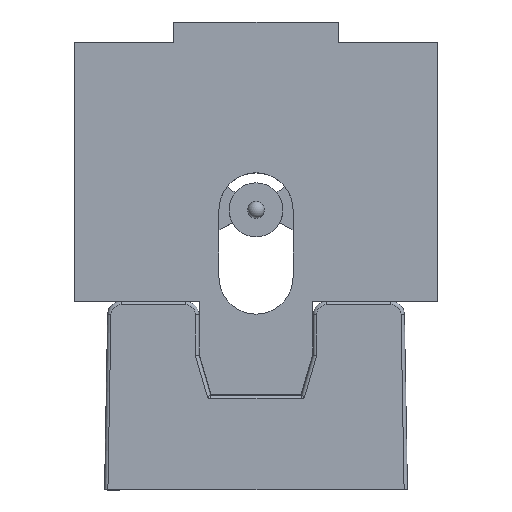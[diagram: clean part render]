
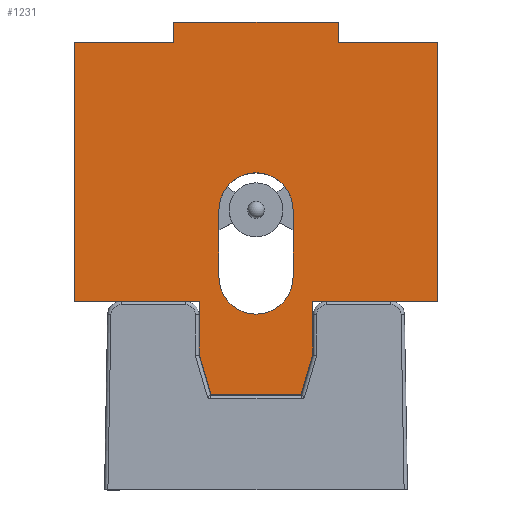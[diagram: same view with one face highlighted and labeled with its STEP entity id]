
A CAD part, top view. The second image highlights one B-rep face of the part: STEP entity #1231.
In plain terms, the highlighted planar face has unit normal (0, 0, 1).
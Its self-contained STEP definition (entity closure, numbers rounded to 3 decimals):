
#22 = CARTESIAN_POINT ( 'NONE',  ( 8.4, 28., 7.5 ) ) ;
#40 = CARTESIAN_POINT ( 'NONE',  ( 27., 66.5, 7.5 ) ) ;
#69 = CARTESIAN_POINT ( 'NONE',  ( -5.5, 41.6, 7.5 ) ) ;
#76 = CARTESIAN_POINT ( 'NONE',  ( 0., 31.6, 7.5 ) ) ;
#91 = DIRECTION ( 'NONE',  ( 0., -1., 0. ) ) ;
#100 = VERTEX_POINT ( 'NONE', #1147 ) ;
#156 = DIRECTION ( 'NONE',  ( 1., 0., 0. ) ) ;
#159 = VERTEX_POINT ( 'NONE', #1693 ) ;
#163 = DIRECTION ( 'NONE',  ( 0., -1., 0. ) ) ;
#167 = DIRECTION ( 'NONE',  ( 1., 0., 0. ) ) ;
#196 = CARTESIAN_POINT ( 'NONE',  ( -8.4, 20.014, 7.5 ) ) ;
#218 = VECTOR ( 'NONE', #3026, 1000. ) ;
#224 = LINE ( 'NONE', #397, #2648 ) ;
#233 = LINE ( 'NONE', #22, #2042 ) ;
#255 = LINE ( 'NONE', #267, #2161 ) ;
#267 = CARTESIAN_POINT ( 'NONE',  ( -27., 66.5, 7.5 ) ) ;
#300 = DIRECTION ( 'NONE',  ( 0., 1., 0. ) ) ;
#332 = DIRECTION ( 'NONE',  ( 1., 0., 0. ) ) ;
#342 = VERTEX_POINT ( 'NONE', #3068 ) ;
#397 = CARTESIAN_POINT ( 'NONE',  ( -6.675, 14.1, 7.5 ) ) ;
#482 = CARTESIAN_POINT ( 'NONE',  ( -27., 28., 7.5 ) ) ;
#532 = VECTOR ( 'NONE', #2282, 1000. ) ;
#572 = LINE ( 'NONE', #69, #1235 ) ;
#587 = ORIENTED_EDGE ( 'NONE', *, *, #2246, .T. ) ;
#600 = LINE ( 'NONE', #2718, #532 ) ;
#610 = ORIENTED_EDGE ( 'NONE', *, *, #2956, .F. ) ;
#642 = ORIENTED_EDGE ( 'NONE', *, *, #944, .T. ) ;
#658 = EDGE_LOOP ( 'NONE', ( #2249, #739, #610, #1049 ) ) ;
#686 = LINE ( 'NONE', #2569, #3027 ) ;
#688 = FACE_OUTER_BOUND ( 'NONE', #2968, .T. ) ;
#702 = CARTESIAN_POINT ( 'NONE',  ( -27., 66.5, 7.5 ) ) ;
#739 = ORIENTED_EDGE ( 'NONE', *, *, #2428, .F. ) ;
#756 = ORIENTED_EDGE ( 'NONE', *, *, #1318, .T. ) ;
#757 = AXIS2_PLACEMENT_3D ( 'NONE', #2998, #1649, #167 ) ;
#769 = VECTOR ( 'NONE', #2731, 1000. ) ;
#830 = CARTESIAN_POINT ( 'NONE',  ( -12.25, 66.5, 7.5 ) ) ;
#848 = CARTESIAN_POINT ( 'NONE',  ( -6.675, 14.1, 7.5 ) ) ;
#849 = DIRECTION ( 'NONE',  ( 0., -1., 0. ) ) ;
#860 = LINE ( 'NONE', #196, #218 ) ;
#865 = LINE ( 'NONE', #2737, #2787 ) ;
#913 = VERTEX_POINT ( 'NONE', #1746 ) ;
#934 = CARTESIAN_POINT ( 'NONE',  ( 12.25, 66.5, 7.5 ) ) ;
#944 = EDGE_CURVE ( 'NONE', #100, #1432, #233, .T. ) ;
#957 = VECTOR ( 'NONE', #1436, 1000. ) ;
#1000 = LINE ( 'NONE', #1585, #2075 ) ;
#1024 = EDGE_CURVE ( 'NONE', #159, #2023, #2498, .T. ) ;
#1049 = ORIENTED_EDGE ( 'NONE', *, *, #1562, .F. ) ;
#1061 = EDGE_CURVE ( 'NONE', #2990, #2993, #1930, .T. ) ;
#1089 = ORIENTED_EDGE ( 'NONE', *, *, #1628, .T. ) ;
#1099 = VERTEX_POINT ( 'NONE', #848 ) ;
#1109 = ORIENTED_EDGE ( 'NONE', *, *, #3076, .T. ) ;
#1144 = CARTESIAN_POINT ( 'NONE',  ( -27., 28., 7.5 ) ) ;
#1147 = CARTESIAN_POINT ( 'NONE',  ( 8.4, 28., 7.5 ) ) ;
#1178 = DIRECTION ( 'NONE',  ( -1., 0., 0. ) ) ;
#1209 = ORIENTED_EDGE ( 'NONE', *, *, #3038, .T. ) ;
#1211 = DIRECTION ( 'NONE',  ( 0.28, 0.96, 0. ) ) ;
#1222 = EDGE_CURVE ( 'NONE', #2550, #2881, #1958, .T. ) ;
#1224 = CARTESIAN_POINT ( 'NONE',  ( -5.5, 41.6, 7.5 ) ) ;
#1231 = ADVANCED_FACE ( 'NONE', ( #688, #1340 ), #2983, .T. ) ;
#1235 = VECTOR ( 'NONE', #1787, 1000. ) ;
#1269 = VECTOR ( 'NONE', #300, 1000. ) ;
#1318 = EDGE_CURVE ( 'NONE', #913, #2990, #1759, .T. ) ;
#1325 = DIRECTION ( 'NONE',  ( -1., 0., 0. ) ) ;
#1333 = LINE ( 'NONE', #40, #1269 ) ;
#1340 = FACE_BOUND ( 'NONE', #658, .T. ) ;
#1347 = ORIENTED_EDGE ( 'NONE', *, *, #2650, .T. ) ;
#1353 = VERTEX_POINT ( 'NONE', #702 ) ;
#1391 = VERTEX_POINT ( 'NONE', #1224 ) ;
#1405 = CARTESIAN_POINT ( 'NONE',  ( -12.25, 69.5, 7.5 ) ) ;
#1418 = CARTESIAN_POINT ( 'NONE',  ( 8.4, 20.014, 7.5 ) ) ;
#1432 = VERTEX_POINT ( 'NONE', #1475 ) ;
#1436 = DIRECTION ( 'NONE',  ( 0., 1., 0. ) ) ;
#1475 = CARTESIAN_POINT ( 'NONE',  ( 27., 28., 7.5 ) ) ;
#1514 = AXIS2_PLACEMENT_3D ( 'NONE', #76, #1797, #332 ) ;
#1530 = CIRCLE ( 'NONE', #757, 5.5 ) ;
#1531 = VECTOR ( 'NONE', #1661, 1000. ) ;
#1548 = EDGE_CURVE ( 'NONE', #1391, #342, #572, .T. ) ;
#1562 = EDGE_CURVE ( 'NONE', #342, #3012, #2975, .T. ) ;
#1580 = VERTEX_POINT ( 'NONE', #2679 ) ;
#1585 = CARTESIAN_POINT ( 'NONE',  ( -27., 66.5, 7.5 ) ) ;
#1628 = EDGE_CURVE ( 'NONE', #1353, #2550, #1000, .T. ) ;
#1632 = DIRECTION ( 'NONE',  ( 0., 0., 1. ) ) ;
#1649 = DIRECTION ( 'NONE',  ( 0., 0., 1. ) ) ;
#1661 = DIRECTION ( 'NONE',  ( 0., 1., 0. ) ) ;
#1693 = CARTESIAN_POINT ( 'NONE',  ( 27., 66.5, 7.5 ) ) ;
#1715 = CARTESIAN_POINT ( 'NONE',  ( 5.5, 41.6, 7.5 ) ) ;
#1734 = VERTEX_POINT ( 'NONE', #2296 ) ;
#1742 = DIRECTION ( 'NONE',  ( -1., 0., 0. ) ) ;
#1746 = CARTESIAN_POINT ( 'NONE',  ( 12.25, 69.5, 7.5 ) ) ;
#1754 = DIRECTION ( 'NONE',  ( 1., 0., 0. ) ) ;
#1759 = LINE ( 'NONE', #2767, #2261 ) ;
#1787 = DIRECTION ( 'NONE',  ( 0., -1., 0. ) ) ;
#1790 = ORIENTED_EDGE ( 'NONE', *, *, #1222, .T. ) ;
#1797 = DIRECTION ( 'NONE',  ( 0., 0., 1. ) ) ;
#1804 = AXIS2_PLACEMENT_3D ( 'NONE', #2284, #1632, #156 ) ;
#1819 = ORIENTED_EDGE ( 'NONE', *, *, #2167, .T. ) ;
#1857 = VERTEX_POINT ( 'NONE', #1715 ) ;
#1864 = DIRECTION ( 'NONE',  ( 1., 0., 0. ) ) ;
#1930 = LINE ( 'NONE', #830, #2978 ) ;
#1933 = ORIENTED_EDGE ( 'NONE', *, *, #2640, .T. ) ;
#1947 = VERTEX_POINT ( 'NONE', #2317 ) ;
#1958 = LINE ( 'NONE', #1144, #769 ) ;
#2023 = VERTEX_POINT ( 'NONE', #2788 ) ;
#2042 = VECTOR ( 'NONE', #1754, 1000. ) ;
#2063 = CARTESIAN_POINT ( 'NONE',  ( -12.25, 66.5, 7.5 ) ) ;
#2075 = VECTOR ( 'NONE', #849, 1000. ) ;
#2115 = LINE ( 'NONE', #1418, #1531 ) ;
#2161 = VECTOR ( 'NONE', #1742, 1000. ) ;
#2167 = EDGE_CURVE ( 'NONE', #2993, #1353, #255, .T. ) ;
#2187 = ORIENTED_EDGE ( 'NONE', *, *, #1061, .T. ) ;
#2246 = EDGE_CURVE ( 'NONE', #1432, #159, #1333, .T. ) ;
#2249 = ORIENTED_EDGE ( 'NONE', *, *, #1548, .F. ) ;
#2261 = VECTOR ( 'NONE', #1178, 1000. ) ;
#2282 = DIRECTION ( 'NONE',  ( 0., 1., 0. ) ) ;
#2284 = CARTESIAN_POINT ( 'NONE',  ( 0., 0., 7.5 ) ) ;
#2296 = CARTESIAN_POINT ( 'NONE',  ( -8.4, 20.014, 7.5 ) ) ;
#2317 = CARTESIAN_POINT ( 'NONE',  ( 8.4, 20.014, 7.5 ) ) ;
#2428 = EDGE_CURVE ( 'NONE', #1857, #1391, #1530, .T. ) ;
#2444 = CARTESIAN_POINT ( 'NONE',  ( 12.25, 66.5, 7.5 ) ) ;
#2498 = LINE ( 'NONE', #2444, #3079 ) ;
#2512 = EDGE_CURVE ( 'NONE', #1580, #1947, #686, .T. ) ;
#2550 = VERTEX_POINT ( 'NONE', #482 ) ;
#2569 = CARTESIAN_POINT ( 'NONE',  ( 6.675, 14.1, 7.5 ) ) ;
#2640 = EDGE_CURVE ( 'NONE', #1099, #1580, #224, .T. ) ;
#2648 = VECTOR ( 'NONE', #1864, 1000. ) ;
#2650 = EDGE_CURVE ( 'NONE', #2881, #1734, #865, .T. ) ;
#2679 = CARTESIAN_POINT ( 'NONE',  ( 6.675, 14.1, 7.5 ) ) ;
#2699 = LINE ( 'NONE', #934, #957 ) ;
#2718 = CARTESIAN_POINT ( 'NONE',  ( 5.5, 41.6, 7.5 ) ) ;
#2731 = DIRECTION ( 'NONE',  ( 1., 0., 0. ) ) ;
#2733 = ORIENTED_EDGE ( 'NONE', *, *, #3054, .T. ) ;
#2737 = CARTESIAN_POINT ( 'NONE',  ( -8.4, 28., 7.5 ) ) ;
#2755 = CARTESIAN_POINT ( 'NONE',  ( 5.5, 31.6, 7.5 ) ) ;
#2767 = CARTESIAN_POINT ( 'NONE',  ( -12.25, 69.5, 7.5 ) ) ;
#2787 = VECTOR ( 'NONE', #163, 1000. ) ;
#2788 = CARTESIAN_POINT ( 'NONE',  ( 12.25, 66.5, 7.5 ) ) ;
#2856 = CARTESIAN_POINT ( 'NONE',  ( -8.4, 28., 7.5 ) ) ;
#2878 = ORIENTED_EDGE ( 'NONE', *, *, #1024, .T. ) ;
#2881 = VERTEX_POINT ( 'NONE', #2856 ) ;
#2891 = ORIENTED_EDGE ( 'NONE', *, *, #2512, .T. ) ;
#2956 = EDGE_CURVE ( 'NONE', #3012, #1857, #600, .T. ) ;
#2968 = EDGE_LOOP ( 'NONE', ( #1109, #1933, #2891, #1209, #642, #587, #2878, #2733, #756, #2187, #1819, #1089, #1790, #1347 ) ) ;
#2975 = CIRCLE ( 'NONE', #1514, 5.5 ) ;
#2978 = VECTOR ( 'NONE', #91, 1000. ) ;
#2983 = PLANE ( 'NONE',  #1804 ) ;
#2990 = VERTEX_POINT ( 'NONE', #1405 ) ;
#2993 = VERTEX_POINT ( 'NONE', #2063 ) ;
#2998 = CARTESIAN_POINT ( 'NONE',  ( 0., 41.6, 7.5 ) ) ;
#3012 = VERTEX_POINT ( 'NONE', #2755 ) ;
#3026 = DIRECTION ( 'NONE',  ( 0.28, -0.96, 0. ) ) ;
#3027 = VECTOR ( 'NONE', #1211, 1000. ) ;
#3038 = EDGE_CURVE ( 'NONE', #1947, #100, #2115, .T. ) ;
#3054 = EDGE_CURVE ( 'NONE', #2023, #913, #2699, .T. ) ;
#3068 = CARTESIAN_POINT ( 'NONE',  ( -5.5, 31.6, 7.5 ) ) ;
#3076 = EDGE_CURVE ( 'NONE', #1734, #1099, #860, .T. ) ;
#3079 = VECTOR ( 'NONE', #1325, 1000. ) ;
